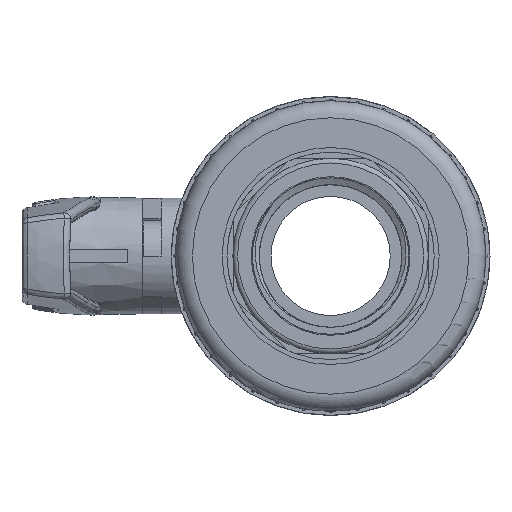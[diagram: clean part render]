
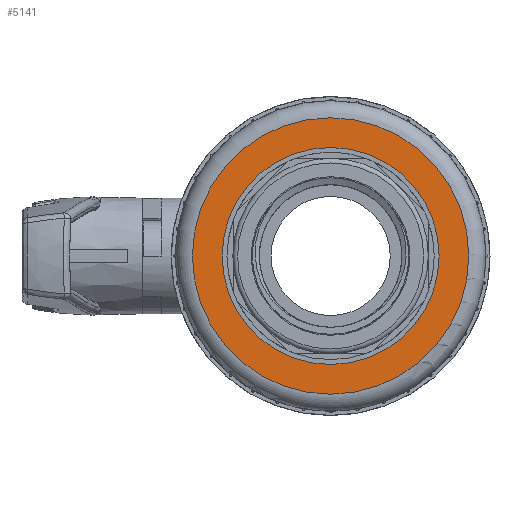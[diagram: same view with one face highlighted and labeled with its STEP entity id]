
A CAD part, left-side view. The second image highlights one B-rep face of the part: STEP entity #5141.
In plain terms, the highlighted planar face has unit normal (-1, 0, 0).
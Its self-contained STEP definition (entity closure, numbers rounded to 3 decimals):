
#5141=ADVANCED_FACE('',(#6778,#6779),#6234,.F.);
#6234=PLANE('',#19515);
#6778=FACE_BOUND('',#7208,.T.);
#6779=FACE_BOUND('',#7209,.T.);
#7208=EDGE_LOOP('',(#8795));
#7209=EDGE_LOOP('',(#8796));
#8795=ORIENTED_EDGE('',*,*,#16089,.T.);
#8796=ORIENTED_EDGE('',*,*,#16090,.T.);
#14194=VERTEX_POINT('',#27483);
#14195=VERTEX_POINT('',#27485);
#16089=EDGE_CURVE('',#14194,#14194,#18685,.T.);
#16090=EDGE_CURVE('',#14195,#14195,#18686,.T.);
#18685=CIRCLE('',#19513,29.34);
#18686=CIRCLE('',#19514,23.04);
#19513=AXIS2_PLACEMENT_3D('',#27482,#21481,#21482);
#19514=AXIS2_PLACEMENT_3D('',#27484,#21483,#21484);
#19515=AXIS2_PLACEMENT_3D('',#27486,#21485,#21486);
#21481=DIRECTION('',(-1.,0.,0.));
#21482=DIRECTION('',(0.,1.,0.));
#21483=DIRECTION('',(1.,0.,0.));
#21484=DIRECTION('',(0.,0.,-1.));
#21485=DIRECTION('',(1.,0.,0.));
#21486=DIRECTION('',(0.,1.,0.));
#27482=CARTESIAN_POINT('',(-678.46,-1.25,0.));
#27483=CARTESIAN_POINT('',(-678.46,28.09,0.));
#27484=CARTESIAN_POINT('',(-678.46,-1.25,0.));
#27485=CARTESIAN_POINT('',(-678.46,-1.25,-23.04));
#27486=CARTESIAN_POINT('',(-678.46,31.69,0.));
